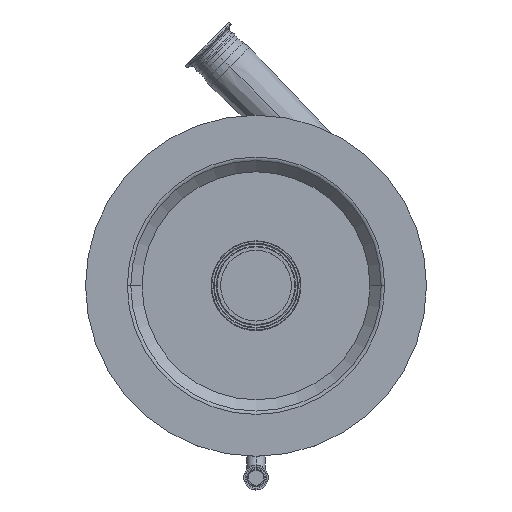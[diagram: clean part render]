
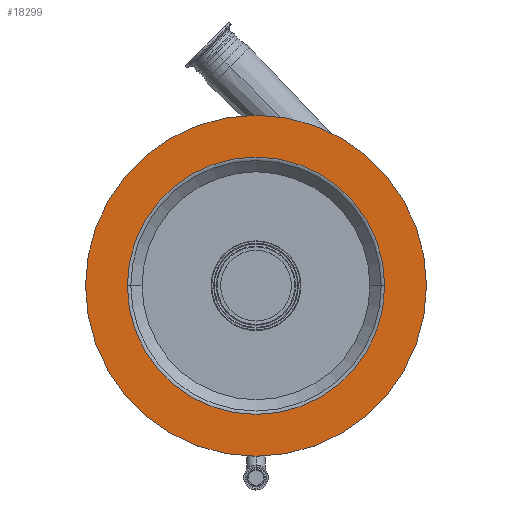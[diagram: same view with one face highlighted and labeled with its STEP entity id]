
A CAD part, top view. The second image highlights one B-rep face of the part: STEP entity #18299.
In plain terms, the highlighted planar face has unit normal (0, 0, 1).
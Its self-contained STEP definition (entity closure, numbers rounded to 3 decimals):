
#244 = CARTESIAN_POINT ( 'NONE',  ( -175., 0., 42. ) ) ;
#571 = EDGE_LOOP ( 'NONE', ( #12243, #1649 ) ) ;
#686 = AXIS2_PLACEMENT_3D ( 'NONE', #17585, #13080, #17782 ) ;
#976 = DIRECTION ( 'NONE',  ( -1., 0., 0. ) ) ;
#1649 = ORIENTED_EDGE ( 'NONE', *, *, #19517, .F. ) ;
#1664 = EDGE_CURVE ( 'NONE', #13620, #18324, #3320, .T. ) ;
#3308 = FACE_OUTER_BOUND ( 'NONE', #571, .T. ) ;
#3320 = CIRCLE ( 'NONE', #14184, 132.071 ) ;
#5669 = CARTESIAN_POINT ( 'NONE',  ( 0., 0., 42. ) ) ;
#5791 = CIRCLE ( 'NONE', #18262, 132.071 ) ;
#5947 = DIRECTION ( 'NONE',  ( 0., 0., -1. ) ) ;
#6761 = EDGE_CURVE ( 'NONE', #15550, #16012, #11093, .T. ) ;
#8443 = ORIENTED_EDGE ( 'NONE', *, *, #13761, .T. ) ;
#9229 = EDGE_LOOP ( 'NONE', ( #16317, #8443 ) ) ;
#9512 = CARTESIAN_POINT ( 'NONE',  ( 132.071, 0., 42. ) ) ;
#10320 = DIRECTION ( 'NONE',  ( -1., 0., 0. ) ) ;
#10949 = AXIS2_PLACEMENT_3D ( 'NONE', #16656, #5947, #19676 ) ;
#11093 = CIRCLE ( 'NONE', #12007, 175. ) ;
#11543 = CARTESIAN_POINT ( 'NONE',  ( 0., 0., 42. ) ) ;
#11780 = DIRECTION ( 'NONE',  ( 0., 0., -1. ) ) ;
#12007 = AXIS2_PLACEMENT_3D ( 'NONE', #5669, #11780, #17889 ) ;
#12071 = PLANE ( 'NONE',  #10949 ) ;
#12243 = ORIENTED_EDGE ( 'NONE', *, *, #6761, .F. ) ;
#13080 = DIRECTION ( 'NONE',  ( 0., 0., -1. ) ) ;
#13620 = VERTEX_POINT ( 'NONE', #13934 ) ;
#13761 = EDGE_CURVE ( 'NONE', #18324, #13620, #5791, .T. ) ;
#13934 = CARTESIAN_POINT ( 'NONE',  ( -132.071, 0., 42. ) ) ;
#14112 = FACE_BOUND ( 'NONE', #9229, .T. ) ;
#14184 = AXIS2_PLACEMENT_3D ( 'NONE', #18710, #16093, #976 ) ;
#15550 = VERTEX_POINT ( 'NONE', #244 ) ;
#16012 = VERTEX_POINT ( 'NONE', #17023 ) ;
#16093 = DIRECTION ( 'NONE',  ( 0., 0., -1. ) ) ;
#16317 = ORIENTED_EDGE ( 'NONE', *, *, #1664, .T. ) ;
#16656 = CARTESIAN_POINT ( 'NONE',  ( 0., 175., 42. ) ) ;
#17023 = CARTESIAN_POINT ( 'NONE',  ( 175., 0., 42. ) ) ;
#17585 = CARTESIAN_POINT ( 'NONE',  ( 0., 0., 42. ) ) ;
#17650 = CIRCLE ( 'NONE', #686, 175. ) ;
#17657 = DIRECTION ( 'NONE',  ( 0., 0., -1. ) ) ;
#17782 = DIRECTION ( 'NONE',  ( -1., 0., 0. ) ) ;
#17889 = DIRECTION ( 'NONE',  ( -1., 0., 0. ) ) ;
#18262 = AXIS2_PLACEMENT_3D ( 'NONE', #11543, #17657, #10320 ) ;
#18299 = ADVANCED_FACE ( 'NONE', ( #14112, #3308 ), #12071, .F. ) ;
#18324 = VERTEX_POINT ( 'NONE', #9512 ) ;
#18710 = CARTESIAN_POINT ( 'NONE',  ( 0., 0., 42. ) ) ;
#19517 = EDGE_CURVE ( 'NONE', #16012, #15550, #17650, .T. ) ;
#19676 = DIRECTION ( 'NONE',  ( -1., 0., 0. ) ) ;
